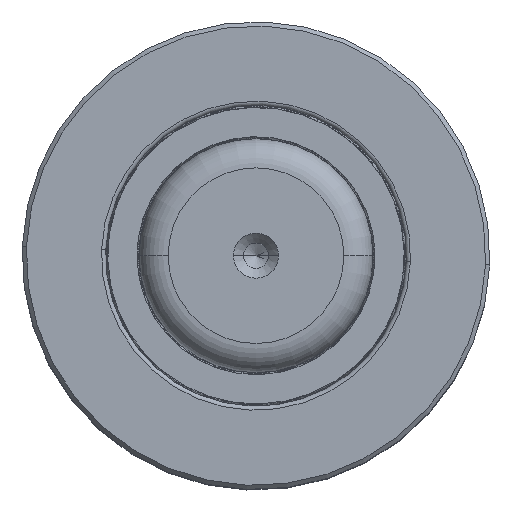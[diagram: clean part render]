
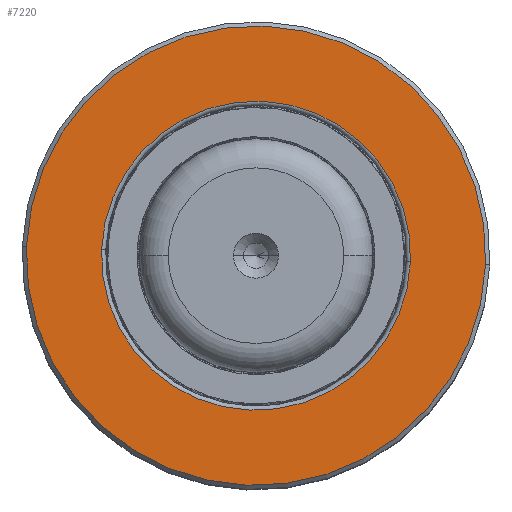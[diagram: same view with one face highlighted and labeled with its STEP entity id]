
A CAD part, top view. The second image highlights one B-rep face of the part: STEP entity #7220.
In plain terms, the highlighted face is planar.
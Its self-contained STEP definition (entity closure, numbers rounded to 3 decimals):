
#805 = AXIS2_PLACEMENT_3D ( 'NONE', #11562, #23480, #52317 ) ;
#1636 = CARTESIAN_POINT ( 'NONE',  ( 0., 33.687, 0. ) ) ;
#1925 = CIRCLE ( 'NONE', #11212, 27.5 ) ;
#2845 = AXIS2_PLACEMENT_3D ( 'NONE', #21120, #49463, #41469 ) ;
#2977 = AXIS2_PLACEMENT_3D ( 'NONE', #1636, #29967, #5698 ) ;
#4605 = EDGE_CURVE ( 'NONE', #37108, #16911, #23675, .T. ) ;
#5698 = DIRECTION ( 'NONE',  ( 0., 0., -1. ) ) ;
#7220 = ADVANCED_FACE ( 'NONE', ( #46345, #45036 ), #25349, .T. ) ;
#8305 = ORIENTED_EDGE ( 'NONE', *, *, #35040, .F. ) ;
#9559 = DIRECTION ( 'NONE',  ( 0., 0., 1. ) ) ;
#11097 = DIRECTION ( 'NONE',  ( 0., -1., 0. ) ) ;
#11212 = AXIS2_PLACEMENT_3D ( 'NONE', #35400, #11097, #20785 ) ;
#11562 = CARTESIAN_POINT ( 'NONE',  ( 0., 33.687, 0. ) ) ;
#15199 = CIRCLE ( 'NONE', #805, 18.5 ) ;
#16911 = VERTEX_POINT ( 'NONE', #24669 ) ;
#17904 = DIRECTION ( 'NONE',  ( 0., 1., 0. ) ) ;
#18021 = EDGE_CURVE ( 'NONE', #48099, #33440, #20875, .T. ) ;
#18808 = ORIENTED_EDGE ( 'NONE', *, *, #18021, .T. ) ;
#19546 = EDGE_CURVE ( 'NONE', #33440, #48099, #15199, .T. ) ;
#20785 = DIRECTION ( 'NONE',  ( 0., 0., -1. ) ) ;
#20875 = CIRCLE ( 'NONE', #2845, 18.5 ) ;
#21120 = CARTESIAN_POINT ( 'NONE',  ( 0., 33.687, 0. ) ) ;
#22480 = EDGE_LOOP ( 'NONE', ( #42846, #18808 ) ) ;
#23480 = DIRECTION ( 'NONE',  ( 0., -1., 0. ) ) ;
#23675 = CIRCLE ( 'NONE', #2977, 27.5 ) ;
#24669 = CARTESIAN_POINT ( 'NONE',  ( 0., 33.687, -27.5 ) ) ;
#25349 = PLANE ( 'NONE',  #46124 ) ;
#29967 = DIRECTION ( 'NONE',  ( 0., -1., 0. ) ) ;
#30214 = CARTESIAN_POINT ( 'NONE',  ( 0., 33.687, 27.5 ) ) ;
#30691 = ORIENTED_EDGE ( 'NONE', *, *, #4605, .F. ) ;
#33440 = VERTEX_POINT ( 'NONE', #48992 ) ;
#35040 = EDGE_CURVE ( 'NONE', #16911, #37108, #1925, .T. ) ;
#35400 = CARTESIAN_POINT ( 'NONE',  ( 0., 33.687, 0. ) ) ;
#37108 = VERTEX_POINT ( 'NONE', #30214 ) ;
#41469 = DIRECTION ( 'NONE',  ( 0., 0., -1. ) ) ;
#41606 = CARTESIAN_POINT ( 'NONE',  ( 27.5, 33.687, 0. ) ) ;
#42846 = ORIENTED_EDGE ( 'NONE', *, *, #19546, .T. ) ;
#43151 = CARTESIAN_POINT ( 'NONE',  ( 0., 33.687, 18.5 ) ) ;
#45036 = FACE_OUTER_BOUND ( 'NONE', #51883, .T. ) ;
#46124 = AXIS2_PLACEMENT_3D ( 'NONE', #41606, #17904, #9559 ) ;
#46345 = FACE_BOUND ( 'NONE', #22480, .T. ) ;
#48099 = VERTEX_POINT ( 'NONE', #43151 ) ;
#48992 = CARTESIAN_POINT ( 'NONE',  ( 0., 33.687, -18.5 ) ) ;
#49463 = DIRECTION ( 'NONE',  ( 0., -1., 0. ) ) ;
#51883 = EDGE_LOOP ( 'NONE', ( #8305, #30691 ) ) ;
#52317 = DIRECTION ( 'NONE',  ( 0., 0., -1. ) ) ;
